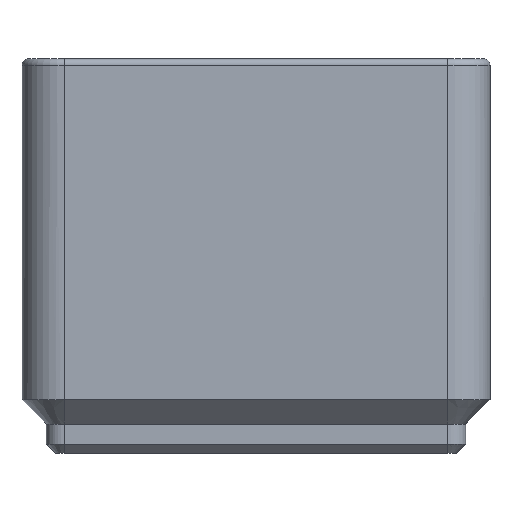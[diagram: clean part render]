
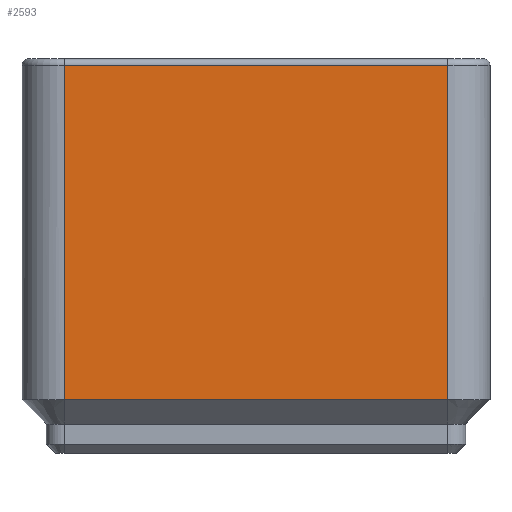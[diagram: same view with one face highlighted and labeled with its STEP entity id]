
A CAD part, left-side view. The second image highlights one B-rep face of the part: STEP entity #2593.
In plain terms, the highlighted planar face has unit normal (-1, 0, 0).
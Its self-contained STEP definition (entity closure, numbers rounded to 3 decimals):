
#584 = CYLINDRICAL_SURFACE('',#585,0.6);
#585 = AXIS2_PLACEMENT_3D('',#586,#587,#588);
#586 = CARTESIAN_POINT('',(0.85,4.,34.4));
#587 = DIRECTION('',(0.,-1.,0.));
#588 = DIRECTION('',(1.,0.,0.));
#1357 = VERTEX_POINT('',#1358);
#1358 = CARTESIAN_POINT('',(0.25,4.,34.4));
#1375 = CYLINDRICAL_SURFACE('',#1376,3.75);
#1376 = AXIS2_PLACEMENT_3D('',#1377,#1378,#1379);
#1377 = CARTESIAN_POINT('',(4.,4.,0.));
#1378 = DIRECTION('',(0.,0.,1.));
#1379 = DIRECTION('',(1.,0.,0.));
#1435 = EDGE_CURVE('',#1436,#1357,#1438,.T.);
#1436 = VERTEX_POINT('',#1437);
#1437 = CARTESIAN_POINT('',(0.25,38.,34.4));
#1438 = SURFACE_CURVE('',#1439,(#1443,#1450),.PCURVE_S1.);
#1439 = LINE('',#1440,#1441);
#1440 = CARTESIAN_POINT('',(0.25,4.,34.4));
#1441 = VECTOR('',#1442,1.);
#1442 = DIRECTION('',(0.,-1.,0.));
#1443 = PCURVE('',#584,#1444);
#1444 = DEFINITIONAL_REPRESENTATION('',(#1445),#1449);
#1445 = LINE('',#1446,#1447);
#1446 = CARTESIAN_POINT('',(3.142,0.));
#1447 = VECTOR('',#1448,1.);
#1448 = DIRECTION('',(0.,1.));
#1449 = ( GEOMETRIC_REPRESENTATION_CONTEXT(2) 
PARAMETRIC_REPRESENTATION_CONTEXT() REPRESENTATION_CONTEXT('2D SPACE',''
  ) );
#1450 = PCURVE('',#1451,#1456);
#1451 = PLANE('',#1452);
#1452 = AXIS2_PLACEMENT_3D('',#1453,#1454,#1455);
#1453 = CARTESIAN_POINT('',(0.25,21.,17.2));
#1454 = DIRECTION('',(-1.,0.,0.));
#1455 = DIRECTION('',(0.,0.,-1.));
#1456 = DEFINITIONAL_REPRESENTATION('',(#1457),#1461);
#1457 = LINE('',#1458,#1459);
#1458 = CARTESIAN_POINT('',(-17.2,17.));
#1459 = VECTOR('',#1460,1.);
#1460 = DIRECTION('',(0.,1.));
#1461 = ( GEOMETRIC_REPRESENTATION_CONTEXT(2) 
PARAMETRIC_REPRESENTATION_CONTEXT() REPRESENTATION_CONTEXT('2D SPACE',''
  ) );
#1562 = CYLINDRICAL_SURFACE('',#1563,3.75);
#1563 = AXIS2_PLACEMENT_3D('',#1564,#1565,#1566);
#1564 = CARTESIAN_POINT('',(4.,38.,0.));
#1565 = DIRECTION('',(0.,0.,1.));
#1566 = DIRECTION('',(1.,0.,0.));
#2464 = EDGE_CURVE('',#2465,#1357,#2467,.T.);
#2465 = VERTEX_POINT('',#2466);
#2466 = CARTESIAN_POINT('',(0.25,4.,4.75));
#2467 = SURFACE_CURVE('',#2468,(#2472,#2479),.PCURVE_S1.);
#2468 = LINE('',#2469,#2470);
#2469 = CARTESIAN_POINT('',(0.25,4.,0.));
#2470 = VECTOR('',#2471,1.);
#2471 = DIRECTION('',(0.,0.,1.));
#2472 = PCURVE('',#1375,#2473);
#2473 = DEFINITIONAL_REPRESENTATION('',(#2474),#2478);
#2474 = LINE('',#2475,#2476);
#2475 = CARTESIAN_POINT('',(3.142,0.));
#2476 = VECTOR('',#2477,1.);
#2477 = DIRECTION('',(0.,1.));
#2478 = ( GEOMETRIC_REPRESENTATION_CONTEXT(2) 
PARAMETRIC_REPRESENTATION_CONTEXT() REPRESENTATION_CONTEXT('2D SPACE',''
  ) );
#2479 = PCURVE('',#1451,#2480);
#2480 = DEFINITIONAL_REPRESENTATION('',(#2481),#2485);
#2481 = LINE('',#2482,#2483);
#2482 = CARTESIAN_POINT('',(17.2,17.));
#2483 = VECTOR('',#2484,1.);
#2484 = DIRECTION('',(-1.,0.));
#2485 = ( GEOMETRIC_REPRESENTATION_CONTEXT(2) 
PARAMETRIC_REPRESENTATION_CONTEXT() REPRESENTATION_CONTEXT('2D SPACE',''
  ) );
#2593 = ADVANCED_FACE('',(#2594),#1451,.T.);
#2594 = FACE_BOUND('',#2595,.T.);
#2595 = EDGE_LOOP('',(#2596,#2597,#2620,#2646));
#2596 = ORIENTED_EDGE('',*,*,#1435,.F.);
#2597 = ORIENTED_EDGE('',*,*,#2598,.F.);
#2598 = EDGE_CURVE('',#2599,#1436,#2601,.T.);
#2599 = VERTEX_POINT('',#2600);
#2600 = CARTESIAN_POINT('',(0.25,38.,4.75));
#2601 = SURFACE_CURVE('',#2602,(#2606,#2613),.PCURVE_S1.);
#2602 = LINE('',#2603,#2604);
#2603 = CARTESIAN_POINT('',(0.25,38.,0.));
#2604 = VECTOR('',#2605,1.);
#2605 = DIRECTION('',(0.,0.,1.));
#2606 = PCURVE('',#1451,#2607);
#2607 = DEFINITIONAL_REPRESENTATION('',(#2608),#2612);
#2608 = LINE('',#2609,#2610);
#2609 = CARTESIAN_POINT('',(17.2,-17.));
#2610 = VECTOR('',#2611,1.);
#2611 = DIRECTION('',(-1.,0.));
#2612 = ( GEOMETRIC_REPRESENTATION_CONTEXT(2) 
PARAMETRIC_REPRESENTATION_CONTEXT() REPRESENTATION_CONTEXT('2D SPACE',''
  ) );
#2613 = PCURVE('',#1562,#2614);
#2614 = DEFINITIONAL_REPRESENTATION('',(#2615),#2619);
#2615 = LINE('',#2616,#2617);
#2616 = CARTESIAN_POINT('',(3.142,0.));
#2617 = VECTOR('',#2618,1.);
#2618 = DIRECTION('',(0.,1.));
#2619 = ( GEOMETRIC_REPRESENTATION_CONTEXT(2) 
PARAMETRIC_REPRESENTATION_CONTEXT() REPRESENTATION_CONTEXT('2D SPACE',''
  ) );
#2620 = ORIENTED_EDGE('',*,*,#2621,.F.);
#2621 = EDGE_CURVE('',#2465,#2599,#2622,.T.);
#2622 = SURFACE_CURVE('',#2623,(#2627,#2634),.PCURVE_S1.);
#2623 = LINE('',#2624,#2625);
#2624 = CARTESIAN_POINT('',(0.25,12.5,4.75));
#2625 = VECTOR('',#2626,1.);
#2626 = DIRECTION('',(0.,1.,0.));
#2627 = PCURVE('',#1451,#2628);
#2628 = DEFINITIONAL_REPRESENTATION('',(#2629),#2633);
#2629 = LINE('',#2630,#2631);
#2630 = CARTESIAN_POINT('',(12.45,8.5));
#2631 = VECTOR('',#2632,1.);
#2632 = DIRECTION('',(0.,-1.));
#2633 = ( GEOMETRIC_REPRESENTATION_CONTEXT(2) 
PARAMETRIC_REPRESENTATION_CONTEXT() REPRESENTATION_CONTEXT('2D SPACE',''
  ) );
#2634 = PCURVE('',#2635,#2640);
#2635 = PLANE('',#2636);
#2636 = AXIS2_PLACEMENT_3D('',#2637,#2638,#2639);
#2637 = CARTESIAN_POINT('',(2.4,4.,2.6));
#2638 = DIRECTION('',(0.707,0.,0.707));
#2639 = DIRECTION('',(0.,-1.,0.));
#2640 = DEFINITIONAL_REPRESENTATION('',(#2641),#2645);
#2641 = LINE('',#2642,#2643);
#2642 = CARTESIAN_POINT('',(-8.5,-3.041));
#2643 = VECTOR('',#2644,1.);
#2644 = DIRECTION('',(-1.,0.));
#2645 = ( GEOMETRIC_REPRESENTATION_CONTEXT(2) 
PARAMETRIC_REPRESENTATION_CONTEXT() REPRESENTATION_CONTEXT('2D SPACE',''
  ) );
#2646 = ORIENTED_EDGE('',*,*,#2464,.T.);
